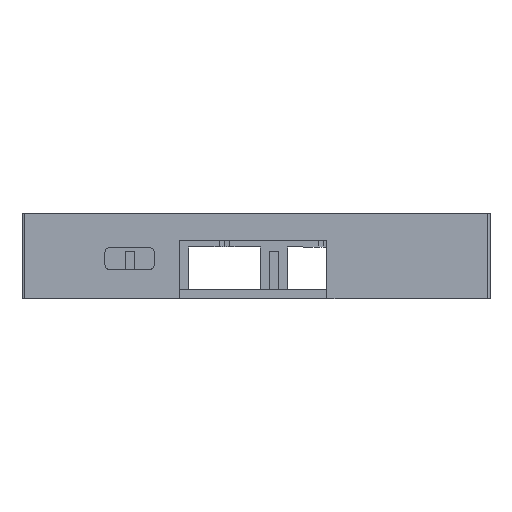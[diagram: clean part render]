
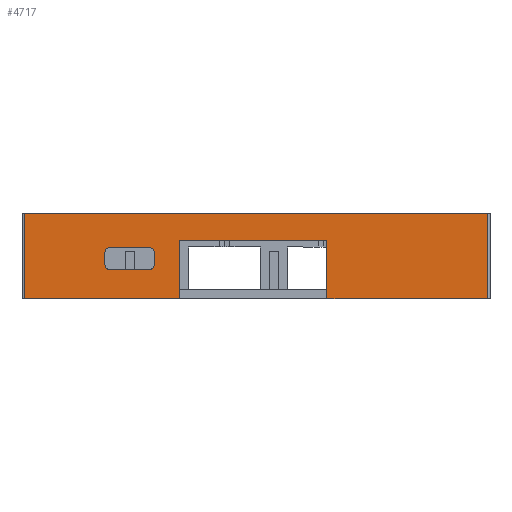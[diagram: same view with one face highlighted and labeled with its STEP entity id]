
A CAD part, left-side view. The second image highlights one B-rep face of the part: STEP entity #4717.
In plain terms, the highlighted planar face has unit normal (-1, 0, 0).
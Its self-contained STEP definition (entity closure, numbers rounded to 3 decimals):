
#107 = DIRECTION ( 'NONE',  ( 0., 1., 0. ) ) ;
#111 = VERTEX_POINT ( 'NONE', #5834 ) ;
#117 = DIRECTION ( 'NONE',  ( 0., -1., 0. ) ) ;
#141 = ORIENTED_EDGE ( 'NONE', *, *, #7855, .T. ) ;
#255 = EDGE_LOOP ( 'NONE', ( #334, #843, #4004, #2547, #4750, #6727, #454, #3312 ) ) ;
#329 = CARTESIAN_POINT ( 'NONE',  ( -2., 34.23, 0. ) ) ;
#334 = ORIENTED_EDGE ( 'NONE', *, *, #6855, .F. ) ;
#342 = DIRECTION ( 'NONE',  ( 0., 0., 1. ) ) ;
#345 = VECTOR ( 'NONE', #6324, 1000. ) ;
#454 = ORIENTED_EDGE ( 'NONE', *, *, #6745, .F. ) ;
#465 = VECTOR ( 'NONE', #6780, 1000. ) ;
#471 = EDGE_CURVE ( 'NONE', #1325, #6730, #7164, .T. ) ;
#843 = ORIENTED_EDGE ( 'NONE', *, *, #2530, .F. ) ;
#850 = VECTOR ( 'NONE', #6747, 1000. ) ;
#985 = LINE ( 'NONE', #1042, #3801 ) ;
#1042 = CARTESIAN_POINT ( 'NONE',  ( -2., 101.5, 19. ) ) ;
#1081 = DIRECTION ( 'NONE',  ( 0., -1., 0. ) ) ;
#1284 = VECTOR ( 'NONE', #1725, 1000. ) ;
#1286 = ORIENTED_EDGE ( 'NONE', *, *, #3140, .F. ) ;
#1325 = VERTEX_POINT ( 'NONE', #2489 ) ;
#1346 = CARTESIAN_POINT ( 'NONE',  ( -2., -1.5, 0. ) ) ;
#1478 = EDGE_CURVE ( 'NONE', #5808, #2935, #5186, .T. ) ;
#1543 = VERTEX_POINT ( 'NONE', #5786 ) ;
#1571 = DIRECTION ( 'NONE',  ( 0., -1., 0. ) ) ;
#1707 = LINE ( 'NONE', #2391, #4125 ) ;
#1725 = DIRECTION ( 'NONE',  ( 0., 1., 0. ) ) ;
#1734 = EDGE_CURVE ( 'NONE', #7049, #5808, #4123, .T. ) ;
#1866 = VECTOR ( 'NONE', #342, 1000. ) ;
#2026 = CIRCLE ( 'NONE', #3975, 1. ) ;
#2080 = CIRCLE ( 'NONE', #4927, 1. ) ;
#2088 = DIRECTION ( 'NONE',  ( 0., -1., 0. ) ) ;
#2196 = EDGE_CURVE ( 'NONE', #5277, #6319, #6830, .T. ) ;
#2257 = EDGE_CURVE ( 'NONE', #6730, #111, #7888, .T. ) ;
#2282 = CARTESIAN_POINT ( 'NONE',  ( -2., 73.63, 6.5 ) ) ;
#2306 = VECTOR ( 'NONE', #6396, 1000. ) ;
#2391 = CARTESIAN_POINT ( 'NONE',  ( -2., -1.5, 0. ) ) ;
#2489 = CARTESIAN_POINT ( 'NONE',  ( -2., 34.23, 13. ) ) ;
#2530 = EDGE_CURVE ( 'NONE', #6319, #5033, #5065, .T. ) ;
#2547 = ORIENTED_EDGE ( 'NONE', *, *, #2681, .F. ) ;
#2582 = PLANE ( 'NONE',  #3348 ) ;
#2636 = VECTOR ( 'NONE', #3015, 1000. ) ;
#2681 = EDGE_CURVE ( 'NONE', #7413, #5277, #7100, .T. ) ;
#2753 = DIRECTION ( 'NONE',  ( 0., -1., 0. ) ) ;
#2764 = EDGE_CURVE ( 'NONE', #5790, #7413, #4184, .T. ) ;
#2935 = VERTEX_POINT ( 'NONE', #4980 ) ;
#2941 = ORIENTED_EDGE ( 'NONE', *, *, #1478, .F. ) ;
#3015 = DIRECTION ( 'NONE',  ( 0., 0., -1. ) ) ;
#3140 = EDGE_CURVE ( 'NONE', #3791, #1325, #6229, .T. ) ;
#3258 = EDGE_CURVE ( 'NONE', #7049, #6339, #985, .T. ) ;
#3312 = ORIENTED_EDGE ( 'NONE', *, *, #5632, .F. ) ;
#3348 = AXIS2_PLACEMENT_3D ( 'NONE', #6244, #7551, #107 ) ;
#3388 = AXIS2_PLACEMENT_3D ( 'NONE', #5907, #7157, #2753 ) ;
#3560 = VECTOR ( 'NONE', #1571, 1000. ) ;
#3586 = CARTESIAN_POINT ( 'NONE',  ( -2., 72.63, 10.3 ) ) ;
#3597 = DIRECTION ( 'NONE',  ( 0., 0., -1. ) ) ;
#3608 = CARTESIAN_POINT ( 'NONE',  ( -2., 83.57, 7.5 ) ) ;
#3660 = CARTESIAN_POINT ( 'NONE',  ( -2., 73.63, 10.3 ) ) ;
#3662 = CARTESIAN_POINT ( 'NONE',  ( -2., 67.03, 0. ) ) ;
#3791 = VERTEX_POINT ( 'NONE', #329 ) ;
#3801 = VECTOR ( 'NONE', #3597, 1000. ) ;
#3932 = CARTESIAN_POINT ( 'NONE',  ( -2., 83.57, 10.3 ) ) ;
#3946 = VECTOR ( 'NONE', #117, 1000. ) ;
#3954 = AXIS2_PLACEMENT_3D ( 'NONE', #7315, #4166, #7843 ) ;
#3975 = AXIS2_PLACEMENT_3D ( 'NONE', #4521, #7620, #2088 ) ;
#3996 = CARTESIAN_POINT ( 'NONE',  ( -2., 83.57, 7.5 ) ) ;
#4004 = ORIENTED_EDGE ( 'NONE', *, *, #2196, .F. ) ;
#4052 = LINE ( 'NONE', #1346, #3946 ) ;
#4123 = LINE ( 'NONE', #5191, #5298 ) ;
#4125 = VECTOR ( 'NONE', #7258, 1000. ) ;
#4166 = DIRECTION ( 'NONE',  ( -1., 0., 0. ) ) ;
#4184 = LINE ( 'NONE', #4740, #1284 ) ;
#4375 = ORIENTED_EDGE ( 'NONE', *, *, #471, .F. ) ;
#4521 = CARTESIAN_POINT ( 'NONE',  ( -2., 73.63, 7.5 ) ) ;
#4717 = ADVANCED_FACE ( 'NONE', ( #6197, #6383 ), #2582, .F. ) ;
#4740 = CARTESIAN_POINT ( 'NONE',  ( -2., 82.57, 11.3 ) ) ;
#4750 = ORIENTED_EDGE ( 'NONE', *, *, #2764, .F. ) ;
#4927 = AXIS2_PLACEMENT_3D ( 'NONE', #3660, #6067, #1081 ) ;
#4980 = CARTESIAN_POINT ( 'NONE',  ( -2., -1.5, 0. ) ) ;
#5010 = CARTESIAN_POINT ( 'NONE',  ( -2., 67.03, 13. ) ) ;
#5033 = VERTEX_POINT ( 'NONE', #7883 ) ;
#5065 = CIRCLE ( 'NONE', #3388, 1. ) ;
#5186 = LINE ( 'NONE', #6351, #345 ) ;
#5191 = CARTESIAN_POINT ( 'NONE',  ( -2., -1.5, 19. ) ) ;
#5277 = VERTEX_POINT ( 'NONE', #3932 ) ;
#5298 = VECTOR ( 'NONE', #6568, 1000. ) ;
#5485 = CARTESIAN_POINT ( 'NONE',  ( -2., 101.5, 19. ) ) ;
#5632 = EDGE_CURVE ( 'NONE', #5913, #1543, #2026, .T. ) ;
#5762 = ORIENTED_EDGE ( 'NONE', *, *, #2257, .F. ) ;
#5786 = CARTESIAN_POINT ( 'NONE',  ( -2., 72.63, 7.5 ) ) ;
#5790 = VERTEX_POINT ( 'NONE', #7730 ) ;
#5808 = VERTEX_POINT ( 'NONE', #6548 ) ;
#5834 = CARTESIAN_POINT ( 'NONE',  ( -2., 67.03, 0. ) ) ;
#5907 = CARTESIAN_POINT ( 'NONE',  ( -2., 82.57, 7.5 ) ) ;
#5913 = VERTEX_POINT ( 'NONE', #2282 ) ;
#6067 = DIRECTION ( 'NONE',  ( -1., 0., 0. ) ) ;
#6197 = FACE_BOUND ( 'NONE', #255, .T. ) ;
#6229 = LINE ( 'NONE', #7835, #1866 ) ;
#6244 = CARTESIAN_POINT ( 'NONE',  ( -2., -1.5, 19. ) ) ;
#6285 = CARTESIAN_POINT ( 'NONE',  ( -2., 82.57, 11.3 ) ) ;
#6319 = VERTEX_POINT ( 'NONE', #3996 ) ;
#6324 = DIRECTION ( 'NONE',  ( 0., 0., -1. ) ) ;
#6339 = VERTEX_POINT ( 'NONE', #6540 ) ;
#6351 = CARTESIAN_POINT ( 'NONE',  ( -2., -1.5, 19. ) ) ;
#6364 = LINE ( 'NONE', #7063, #2306 ) ;
#6383 = FACE_OUTER_BOUND ( 'NONE', #7367, .T. ) ;
#6396 = DIRECTION ( 'NONE',  ( 0., 0., 1. ) ) ;
#6473 = ORIENTED_EDGE ( 'NONE', *, *, #1734, .F. ) ;
#6540 = CARTESIAN_POINT ( 'NONE',  ( -2., 101.5, 0. ) ) ;
#6548 = CARTESIAN_POINT ( 'NONE',  ( -2., -1.5, 19. ) ) ;
#6568 = DIRECTION ( 'NONE',  ( 0., -1., 0. ) ) ;
#6727 = ORIENTED_EDGE ( 'NONE', *, *, #7630, .F. ) ;
#6730 = VERTEX_POINT ( 'NONE', #7575 ) ;
#6745 = EDGE_CURVE ( 'NONE', #1543, #7617, #6364, .T. ) ;
#6747 = DIRECTION ( 'NONE',  ( 0., 0., -1. ) ) ;
#6767 = ORIENTED_EDGE ( 'NONE', *, *, #3258, .T. ) ;
#6780 = DIRECTION ( 'NONE',  ( 0., 1., 0. ) ) ;
#6802 = ORIENTED_EDGE ( 'NONE', *, *, #7048, .T. ) ;
#6830 = LINE ( 'NONE', #3608, #850 ) ;
#6855 = EDGE_CURVE ( 'NONE', #5033, #5913, #7836, .T. ) ;
#7048 = EDGE_CURVE ( 'NONE', #6339, #111, #1707, .T. ) ;
#7049 = VERTEX_POINT ( 'NONE', #5485 ) ;
#7063 = CARTESIAN_POINT ( 'NONE',  ( -2., 72.63, 7.5 ) ) ;
#7100 = CIRCLE ( 'NONE', #3954, 1. ) ;
#7157 = DIRECTION ( 'NONE',  ( -1., 0., 0. ) ) ;
#7164 = LINE ( 'NONE', #5010, #465 ) ;
#7199 = CARTESIAN_POINT ( 'NONE',  ( -2., 82.57, 6.5 ) ) ;
#7258 = DIRECTION ( 'NONE',  ( 0., -1., 0. ) ) ;
#7315 = CARTESIAN_POINT ( 'NONE',  ( -2., 82.57, 10.3 ) ) ;
#7367 = EDGE_LOOP ( 'NONE', ( #6802, #5762, #4375, #1286, #141, #2941, #6473, #6767 ) ) ;
#7413 = VERTEX_POINT ( 'NONE', #6285 ) ;
#7551 = DIRECTION ( 'NONE',  ( 1., 0., 0. ) ) ;
#7575 = CARTESIAN_POINT ( 'NONE',  ( -2., 67.03, 13. ) ) ;
#7617 = VERTEX_POINT ( 'NONE', #3586 ) ;
#7620 = DIRECTION ( 'NONE',  ( -1., 0., 0. ) ) ;
#7630 = EDGE_CURVE ( 'NONE', #7617, #5790, #2080, .T. ) ;
#7730 = CARTESIAN_POINT ( 'NONE',  ( -2., 73.63, 11.3 ) ) ;
#7835 = CARTESIAN_POINT ( 'NONE',  ( -2., 34.23, 0. ) ) ;
#7836 = LINE ( 'NONE', #7199, #3560 ) ;
#7843 = DIRECTION ( 'NONE',  ( 0., 1., 0. ) ) ;
#7855 = EDGE_CURVE ( 'NONE', #3791, #2935, #4052, .T. ) ;
#7883 = CARTESIAN_POINT ( 'NONE',  ( -2., 82.57, 6.5 ) ) ;
#7888 = LINE ( 'NONE', #3662, #2636 ) ;
